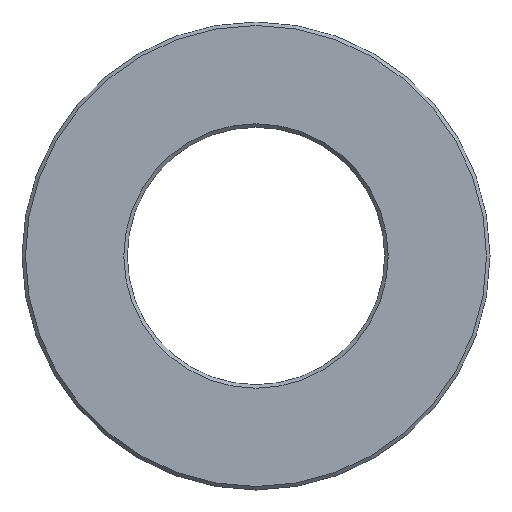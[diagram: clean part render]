
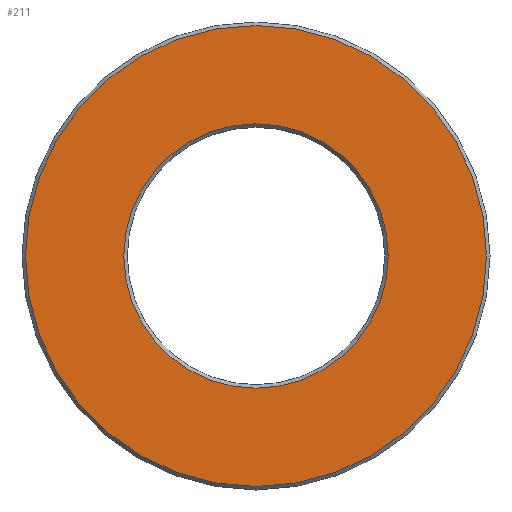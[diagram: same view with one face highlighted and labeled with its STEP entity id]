
A CAD part, front view. The second image highlights one B-rep face of the part: STEP entity #211.
In plain terms, the highlighted planar face has unit normal (0, -1, 0).
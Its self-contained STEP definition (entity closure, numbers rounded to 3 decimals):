
#19 = DIRECTION ( 'NONE',  ( 0., -1., 0. ) ) ;
#39 = DIRECTION ( 'NONE',  ( 0., 0., -1. ) ) ;
#41 = AXIS2_PLACEMENT_3D ( 'NONE', #291, #241, #39 ) ;
#46 = CARTESIAN_POINT ( 'NONE',  ( 0., 0., -19.7 ) ) ;
#87 = CIRCLE ( 'NONE', #175, 19.7 ) ;
#105 = ORIENTED_EDGE ( 'NONE', *, *, #285, .T. ) ;
#131 = DIRECTION ( 'NONE',  ( 0., 0., -1. ) ) ;
#141 = CARTESIAN_POINT ( 'NONE',  ( 0., 0., -11.3 ) ) ;
#142 = VERTEX_POINT ( 'NONE', #141 ) ;
#145 = AXIS2_PLACEMENT_3D ( 'NONE', #361, #19, #131 ) ;
#159 = FACE_BOUND ( 'NONE', #301, .T. ) ;
#165 = CARTESIAN_POINT ( 'NONE',  ( 0., 0., 0. ) ) ;
#173 = CIRCLE ( 'NONE', #41, 11.3 ) ;
#175 = AXIS2_PLACEMENT_3D ( 'NONE', #165, #367, #194 ) ;
#187 = EDGE_CURVE ( 'NONE', #270, #270, #87, .T. ) ;
#194 = DIRECTION ( 'NONE',  ( 0., 0., -1. ) ) ;
#211 = ADVANCED_FACE ( 'NONE', ( #273, #159 ), #268, .T. ) ;
#241 = DIRECTION ( 'NONE',  ( 0., 1., 0. ) ) ;
#268 = PLANE ( 'NONE',  #145 ) ;
#270 = VERTEX_POINT ( 'NONE', #46 ) ;
#272 = ORIENTED_EDGE ( 'NONE', *, *, #187, .T. ) ;
#273 = FACE_OUTER_BOUND ( 'NONE', #340, .T. ) ;
#285 = EDGE_CURVE ( 'NONE', #142, #142, #173, .T. ) ;
#291 = CARTESIAN_POINT ( 'NONE',  ( 0., 0., 0. ) ) ;
#301 = EDGE_LOOP ( 'NONE', ( #105 ) ) ;
#340 = EDGE_LOOP ( 'NONE', ( #272 ) ) ;
#361 = CARTESIAN_POINT ( 'NONE',  ( 11., 0., 0. ) ) ;
#367 = DIRECTION ( 'NONE',  ( 0., -1., 0. ) ) ;
